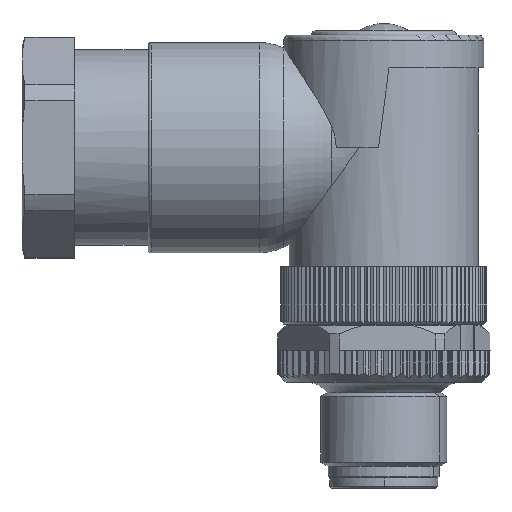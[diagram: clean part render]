
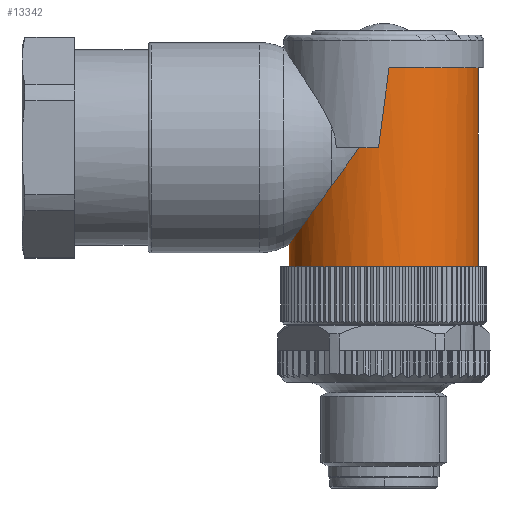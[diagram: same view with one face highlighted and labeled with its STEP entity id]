
A CAD part, left-side view. The second image highlights one B-rep face of the part: STEP entity #13342.
In plain terms, the highlighted cylindrical face has radius 9 mm (diameter 18 mm), a partial arc.
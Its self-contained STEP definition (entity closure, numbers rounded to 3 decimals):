
#13279=AXIS2_PLACEMENT_3D('Cylinder Axis2P3D',#13276,#13277,#13278) ;
#13290=AXIS2_PLACEMENT_3D('Circle Axis2P3D',#13288,#13289,$) ;
#13304=AXIS2_PLACEMENT_3D('Circle Axis2P3D',#13302,#13303,$) ;
#13319=AXIS2_PLACEMENT_3D('Circle Axis2P3D',#13317,#13318,$) ;
#13092=CARTESIAN_POINT('Vertex',(10.086,19.1,23.199)) ;
#13096=CARTESIAN_POINT('Control Point',(10.086,19.1,23.199)) ;
#13097=CARTESIAN_POINT('Control Point',(9.136,19.1,23.199)) ;
#13098=CARTESIAN_POINT('Control Point',(8.185,18.952,23.397)) ;
#13099=CARTESIAN_POINT('Control Point',(7.31,18.703,23.761)) ;
#13100=CARTESIAN_POINT('Control Point',(6.533,18.369,24.228)) ;
#13101=CARTESIAN_POINT('Vertex',(6.533,18.369,24.228)) ;
#13105=CARTESIAN_POINT('Control Point',(6.533,18.369,24.228)) ;
#13106=CARTESIAN_POINT('Control Point',(5.759,18.037,24.691)) ;
#13107=CARTESIAN_POINT('Control Point',(5.073,17.629,25.258)) ;
#13108=CARTESIAN_POINT('Control Point',(4.477,17.174,25.879)) ;
#13109=CARTESIAN_POINT('Control Point',(3.959,16.693,26.537)) ;
#13110=CARTESIAN_POINT('Vertex',(3.959,16.693,26.537)) ;
#13114=CARTESIAN_POINT('Control Point',(3.959,16.693,26.537)) ;
#13115=CARTESIAN_POINT('Control Point',(3.405,16.177,27.241)) ;
#13116=CARTESIAN_POINT('Control Point',(2.947,15.623,27.993)) ;
#13117=CARTESIAN_POINT('Control Point',(2.569,15.049,28.778)) ;
#13118=CARTESIAN_POINT('Vertex',(2.569,15.049,28.778)) ;
#13276=CARTESIAN_POINT('Axis2P3D Location',(10.086,10.1,18.)) ;
#13281=CARTESIAN_POINT('Line Origine',(10.086,19.1,18.)) ;
#13285=CARTESIAN_POINT('Vertex',(10.086,19.1,21.1)) ;
#13288=CARTESIAN_POINT('Axis2P3D Location',(10.086,10.1,21.1)) ;
#13292=CARTESIAN_POINT('Vertex',(10.086,1.1,21.1)) ;
#13295=CARTESIAN_POINT('Line Origine',(10.086,1.1,18.)) ;
#13299=CARTESIAN_POINT('Vertex',(10.086,1.1,40.)) ;
#13302=CARTESIAN_POINT('Axis2P3D Location',(10.086,10.1,40.)) ;
#13306=CARTESIAN_POINT('Vertex',(1.1,9.6,40.)) ;
#13310=CARTESIAN_POINT('Control Point',(1.1,9.6,40.)) ;
#13311=CARTESIAN_POINT('Control Point',(1.081,9.933,37.468)) ;
#13312=CARTESIAN_POINT('Control Point',(1.081,10.267,34.932)) ;
#13313=CARTESIAN_POINT('Control Point',(1.1,10.6,32.4)) ;
#13314=CARTESIAN_POINT('Vertex',(1.1,10.6,32.4)) ;
#13317=CARTESIAN_POINT('Axis2P3D Location',(10.086,10.1,32.4)) ;
#13321=CARTESIAN_POINT('Vertex',(1.397,12.444,32.4)) ;
#13325=CARTESIAN_POINT('Control Point',(2.569,15.049,28.777)) ;
#13326=CARTESIAN_POINT('Control Point',(2.009,14.198,29.94)) ;
#13327=CARTESIAN_POINT('Control Point',(1.63,13.31,31.165)) ;
#13328=CARTESIAN_POINT('Control Point',(1.397,12.444,32.4)) ;
#13277=DIRECTION('Axis2P3D Direction',(0.,-0.,1.)) ;
#13278=DIRECTION('Axis2P3D XDirection',(0.,1.,0.)) ;
#13282=DIRECTION('Vector Direction',(0.,0.,1.)) ;
#13289=DIRECTION('Axis2P3D Direction',(0.,-0.,1.)) ;
#13296=DIRECTION('Vector Direction',(0.,0.,1.)) ;
#13303=DIRECTION('Axis2P3D Direction',(0.,-0.,1.)) ;
#13318=DIRECTION('Axis2P3D Direction',(0.,-0.,1.)) ;
#13283=VECTOR('Line Direction',#13282,1.) ;
#13297=VECTOR('Line Direction',#13296,1.) ;
#13331=ORIENTED_EDGE('',*,*,#13287,.T.) ;
#13332=ORIENTED_EDGE('',*,*,#13294,.T.) ;
#13333=ORIENTED_EDGE('',*,*,#13301,.T.) ;
#13334=ORIENTED_EDGE('',*,*,#13308,.T.) ;
#13335=ORIENTED_EDGE('',*,*,#13316,.T.) ;
#13336=ORIENTED_EDGE('',*,*,#13323,.F.) ;
#13337=ORIENTED_EDGE('',*,*,#13329,.F.) ;
#13338=ORIENTED_EDGE('',*,*,#13120,.F.) ;
#13339=ORIENTED_EDGE('',*,*,#13112,.F.) ;
#13340=ORIENTED_EDGE('',*,*,#13103,.F.) ;
#13342=ADVANCED_FACE('Hauptk\X2\00F6\X0\rper',(#13341),#13280,.T.) ;
#13095=B_SPLINE_CURVE_WITH_KNOTS('',4,(#13096,#13097,#13098,#13099,#13100),.UNSPECIFIED.,.F.,.U.,(5,5),(0.,8.482),.UNSPECIFIED.) ;
#13104=B_SPLINE_CURVE_WITH_KNOTS('',4,(#13105,#13106,#13107,#13108,#13109),.UNSPECIFIED.,.F.,.U.,(5,5),(0.,8.435),.UNSPECIFIED.) ;
#13113=B_SPLINE_CURVE_WITH_KNOTS('',3,(#13114,#13115,#13116,#13117),.UNSPECIFIED.,.F.,.U.,(4,4),(0.,6.768),.UNSPECIFIED.) ;
#13309=B_SPLINE_CURVE_WITH_KNOTS('',3,(#13310,#13311,#13312,#13313),.UNSPECIFIED.,.F.,.U.,(4,4),(0.,10.89),.UNSPECIFIED.) ;
#13324=B_SPLINE_CURVE_WITH_KNOTS('',3,(#13325,#13326,#13327,#13328),.UNSPECIFIED.,.F.,.U.,(4,4),(4.414,10.966),.UNSPECIFIED.) ;
#13291=CIRCLE('generated circle',#13290,9.) ;
#13305=CIRCLE('generated circle',#13304,9.) ;
#13320=CIRCLE('generated circle',#13319,9.) ;
#13280=CYLINDRICAL_SURFACE('generated cylinder',#13279,9.) ;
#13103=EDGE_CURVE('',#13093,#13102,#13095,.T.) ;
#13112=EDGE_CURVE('',#13102,#13111,#13104,.T.) ;
#13120=EDGE_CURVE('',#13111,#13119,#13113,.T.) ;
#13287=EDGE_CURVE('',#13093,#13286,#13284,.F.) ;
#13294=EDGE_CURVE('',#13286,#13293,#13291,.T.) ;
#13301=EDGE_CURVE('',#13293,#13300,#13298,.T.) ;
#13308=EDGE_CURVE('',#13300,#13307,#13305,.F.) ;
#13316=EDGE_CURVE('',#13307,#13315,#13309,.T.) ;
#13323=EDGE_CURVE('',#13322,#13315,#13320,.T.) ;
#13329=EDGE_CURVE('',#13119,#13322,#13324,.T.) ;
#13330=EDGE_LOOP('',(#13331,#13332,#13333,#13334,#13335,#13336,#13337,#13338,#13339,#13340)) ;
#13341=FACE_OUTER_BOUND('',#13330,.T.) ;
#13284=LINE('Line',#13281,#13283) ;
#13298=LINE('Line',#13295,#13297) ;
#13093=VERTEX_POINT('',#13092) ;
#13102=VERTEX_POINT('',#13101) ;
#13111=VERTEX_POINT('',#13110) ;
#13119=VERTEX_POINT('',#13118) ;
#13286=VERTEX_POINT('',#13285) ;
#13293=VERTEX_POINT('',#13292) ;
#13300=VERTEX_POINT('',#13299) ;
#13307=VERTEX_POINT('',#13306) ;
#13315=VERTEX_POINT('',#13314) ;
#13322=VERTEX_POINT('',#13321) ;
